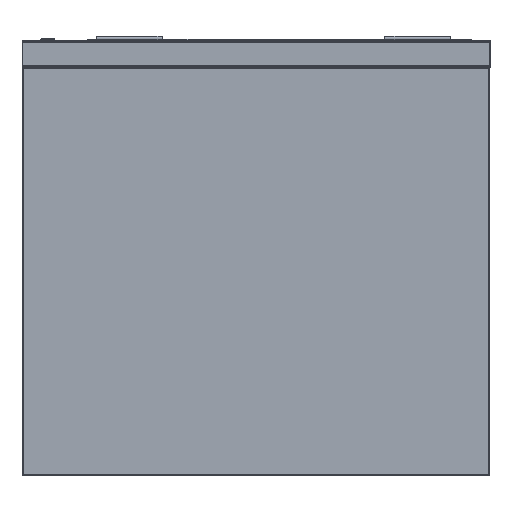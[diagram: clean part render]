
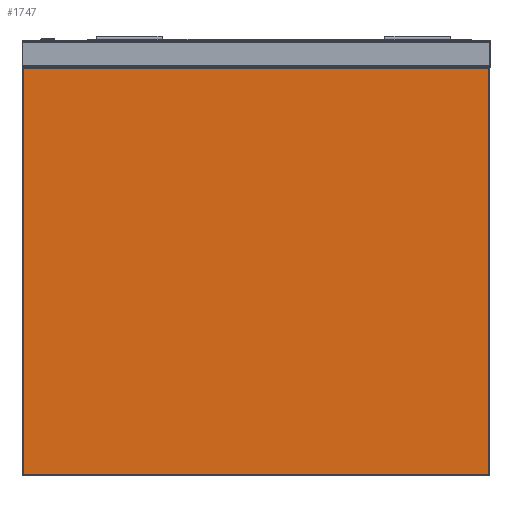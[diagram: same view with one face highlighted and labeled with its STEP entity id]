
A CAD part, left-side view. The second image highlights one B-rep face of the part: STEP entity #1747.
In plain terms, the highlighted planar face has unit normal (-1, 0, 0).
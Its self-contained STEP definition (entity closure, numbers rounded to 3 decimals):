
#1059 = VERTEX_POINT ( 'NONE', #29203 ) ;
#1541 = EDGE_CURVE ( 'NONE', #22905, #28050, #8272, .T. ) ;
#1747 = ADVANCED_FACE ( 'Fl�che7', ( #23445 ), #23992, .T. ) ;
#4034 = CARTESIAN_POINT ( 'NONE',  ( -500., -353., -658. ) ) ;
#5507 = CARTESIAN_POINT ( 'NONE',  ( -500., -355., -658. ) ) ;
#7693 = CARTESIAN_POINT ( 'NONE',  ( -500., -353., -660. ) ) ;
#8265 = ORIENTED_EDGE ( 'NONE', *, *, #1541, .T. ) ;
#8272 = LINE ( 'NONE', #5507, #19305 ) ;
#8665 = VECTOR ( 'NONE', #30908, 1000. ) ;
#10056 = DIRECTION ( 'NONE',  ( 0., 0., 1. ) ) ;
#10782 = LINE ( 'NONE', #7693, #16722 ) ;
#11821 = DIRECTION ( 'NONE',  ( 0., 0., -1. ) ) ;
#15918 = DIRECTION ( 'NONE',  ( 0., 0., 1. ) ) ;
#16227 = VECTOR ( 'NONE', #11821, 1000. ) ;
#16722 = VECTOR ( 'NONE', #15918, 1000. ) ;
#16806 = LINE ( 'NONE', #28336, #8665 ) ;
#17184 = EDGE_LOOP ( 'NONE', ( #26495, #31055, #29790, #8265 ) ) ;
#18759 = EDGE_CURVE ( 'NONE', #28050, #1059, #10782, .T. ) ;
#19305 = VECTOR ( 'NONE', #24395, 1000. ) ;
#20434 = LINE ( 'NONE', #31068, #16227 ) ;
#22905 = VERTEX_POINT ( 'NONE', #34009 ) ;
#23445 = FACE_OUTER_BOUND ( 'NONE', #17184, .T. ) ;
#23809 = CARTESIAN_POINT ( 'NONE',  ( -500., -355., -660. ) ) ;
#23992 = PLANE ( 'NONE',  #36142 ) ;
#24395 = DIRECTION ( 'NONE',  ( 0., -1., 0. ) ) ;
#26495 = ORIENTED_EDGE ( 'NONE', *, *, #18759, .T. ) ;
#27127 = EDGE_CURVE ( 'NONE', #34149, #22905, #20434, .T. ) ;
#28050 = VERTEX_POINT ( 'NONE', #4034 ) ;
#28336 = CARTESIAN_POINT ( 'NONE',  ( -500., 355., -42. ) ) ;
#28623 = CARTESIAN_POINT ( 'NONE',  ( -500., 353., -42. ) ) ;
#29203 = CARTESIAN_POINT ( 'NONE',  ( -500., -353., -42. ) ) ;
#29790 = ORIENTED_EDGE ( 'NONE', *, *, #27127, .T. ) ;
#30137 = EDGE_CURVE ( 'NONE', #1059, #34149, #16806, .T. ) ;
#30908 = DIRECTION ( 'NONE',  ( 0., 1., 0. ) ) ;
#31055 = ORIENTED_EDGE ( 'NONE', *, *, #30137, .T. ) ;
#31068 = CARTESIAN_POINT ( 'NONE',  ( -500., 353., -660. ) ) ;
#32060 = DIRECTION ( 'NONE',  ( -1., 0., 0. ) ) ;
#34009 = CARTESIAN_POINT ( 'NONE',  ( -500., 353., -658. ) ) ;
#34149 = VERTEX_POINT ( 'NONE', #28623 ) ;
#36142 = AXIS2_PLACEMENT_3D ( 'NONE', #23809, #32060, #10056 ) ;
